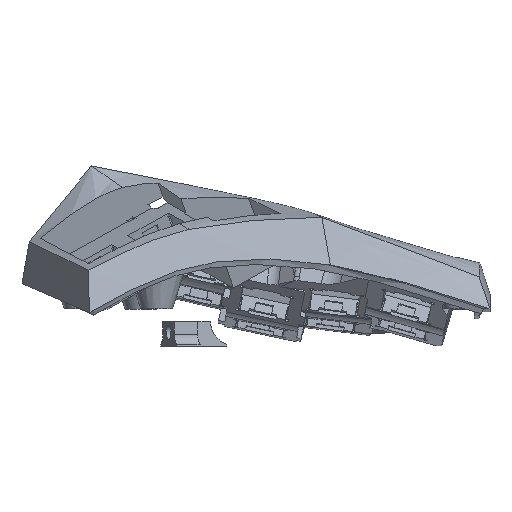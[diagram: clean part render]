
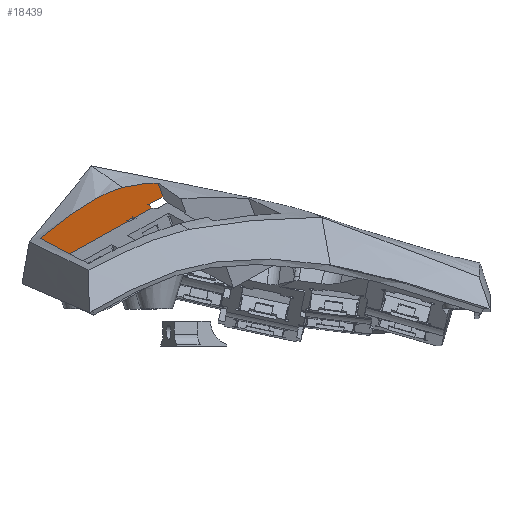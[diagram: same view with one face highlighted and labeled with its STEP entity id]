
A CAD part, top view. The second image highlights one B-rep face of the part: STEP entity #18439.
In plain terms, the highlighted planar face has unit normal (0.477, -0.265, 0.838).
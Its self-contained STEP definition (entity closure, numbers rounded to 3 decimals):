
#724=B_SPLINE_CURVE_WITH_KNOTS('',3,(#33685,#33686,#33687,#33688,#33689,
#33690),.UNSPECIFIED.,.F.,.F.,(4,2,4),(-1.388,-1.025,
0.),.UNSPECIFIED.);
#725=B_SPLINE_CURVE_WITH_KNOTS('',3,(#33692,#33693,#33694,#33695),
 .UNSPECIFIED.,.F.,.F.,(4,4),(3.876,6.751),
 .UNSPECIFIED.);
#726=B_SPLINE_CURVE_WITH_KNOTS('',3,(#33697,#33698,#33699,#33700,#33701,
#33702,#33703,#33704,#33705,#33706),.UNSPECIFIED.,.F.,.F.,(4,2,2,2,4),(-2.879,
-2.746,-2.372,-1.597,-0.896),
 .UNSPECIFIED.);
#1023=PLANE('',#19417);
#1851=FACE_OUTER_BOUND('',#2823,.T.);
#2823=EDGE_LOOP('',(#14116,#14117,#14118,#14119,#14120,#14121,#14122,#14123,
#14124,#14125,#14126,#14127));
#3926=LINE('',#29901,#5897);
#4044=LINE('',#33630,#6015);
#4054=LINE('',#33653,#6025);
#4064=LINE('',#33672,#6035);
#4066=LINE('',#33676,#6037);
#4069=LINE('',#33683,#6040);
#4070=LINE('',#33708,#6041);
#4071=LINE('',#33709,#6042);
#4072=LINE('',#33710,#6043);
#5897=VECTOR('',#20934,10.);
#6015=VECTOR('',#21168,10.);
#6025=VECTOR('',#21180,10.);
#6035=VECTOR('',#21192,10.);
#6037=VECTOR('',#21198,10.);
#6040=VECTOR('',#21205,10.);
#6041=VECTOR('',#21206,10.);
#6042=VECTOR('',#21207,10.);
#6043=VECTOR('',#21208,10.);
#8344=VERTEX_POINT('',#29898);
#8345=VERTEX_POINT('',#29900);
#8517=VERTEX_POINT('',#33626);
#8519=VERTEX_POINT('',#33629);
#8525=VERTEX_POINT('',#33646);
#8533=VERTEX_POINT('',#33664);
#8535=VERTEX_POINT('',#33670);
#8537=VERTEX_POINT('',#33682);
#8538=VERTEX_POINT('',#33684);
#8539=VERTEX_POINT('',#33691);
#8540=VERTEX_POINT('',#33696);
#8541=VERTEX_POINT('',#33707);
#10374=EDGE_CURVE('',#8345,#8344,#3926,.T.);
#10657=EDGE_CURVE('',#8519,#8517,#4044,.T.);
#10668=EDGE_CURVE('',#8525,#8519,#4054,.T.);
#10678=EDGE_CURVE('',#8533,#8535,#4064,.T.);
#10680=EDGE_CURVE('',#8535,#8345,#4066,.T.);
#10684=EDGE_CURVE('',#8517,#8537,#4069,.F.);
#10685=EDGE_CURVE('',#8538,#8537,#724,.F.);
#10686=EDGE_CURVE('',#8539,#8538,#725,.T.);
#10687=EDGE_CURVE('',#8540,#8539,#726,.T.);
#10688=EDGE_CURVE('',#8541,#8540,#4070,.T.);
#10689=EDGE_CURVE('',#8541,#8533,#4071,.T.);
#10690=EDGE_CURVE('',#8344,#8525,#4072,.T.);
#14116=ORIENTED_EDGE('',*,*,#10668,.T.);
#14117=ORIENTED_EDGE('',*,*,#10657,.T.);
#14118=ORIENTED_EDGE('',*,*,#10684,.T.);
#14119=ORIENTED_EDGE('',*,*,#10685,.F.);
#14120=ORIENTED_EDGE('',*,*,#10686,.F.);
#14121=ORIENTED_EDGE('',*,*,#10687,.F.);
#14122=ORIENTED_EDGE('',*,*,#10688,.F.);
#14123=ORIENTED_EDGE('',*,*,#10689,.T.);
#14124=ORIENTED_EDGE('',*,*,#10678,.T.);
#14125=ORIENTED_EDGE('',*,*,#10680,.T.);
#14126=ORIENTED_EDGE('',*,*,#10374,.T.);
#14127=ORIENTED_EDGE('',*,*,#10690,.T.);
#18439=ADVANCED_FACE('',(#1851),#1023,.F.);
#19417=AXIS2_PLACEMENT_3D('',#33681,#21203,#21204);
#20934=DIRECTION('',(0.585,-0.616,-0.527));
#21168=DIRECTION('',(0.832,0.444,-0.333));
#21180=DIRECTION('',(-0.585,0.616,0.527));
#21192=DIRECTION('',(-0.585,0.616,0.527));
#21198=DIRECTION('',(0.832,0.444,-0.333));
#21203=DIRECTION('center_axis',(-0.477,0.264,-0.838));
#21204=DIRECTION('ref_axis',(-0.826,-0.461,0.324));
#21205=DIRECTION('',(0.301,-0.847,-0.438));
#21206=DIRECTION('',(-0.301,0.847,0.438));
#21207=DIRECTION('',(0.826,0.461,-0.324));
#21208=DIRECTION('',(0.826,0.461,-0.324));
#29898=CARTESIAN_POINT('',(13.189,37.857,9.9));
#29900=CARTESIAN_POINT('',(12.996,38.06,10.074));
#29901=CARTESIAN_POINT('',(14.176,36.817,9.01));
#33626=CARTESIAN_POINT('',(21.226,43.78,7.197));
#33629=CARTESIAN_POINT('',(17.116,41.586,8.843));
#33630=CARTESIAN_POINT('',(8.574,37.027,12.263));
#33646=CARTESIAN_POINT('',(18.069,40.583,7.984));
#33653=CARTESIAN_POINT('',(17.778,40.89,8.247));
#33664=CARTESIAN_POINT('',(11.237,36.766,10.666));
#33670=CARTESIAN_POINT('',(11.014,37.002,10.868));
#33672=CARTESIAN_POINT('',(12.736,35.188,9.316));
#33676=CARTESIAN_POINT('',(11.501,37.262,10.672));
#33681=CARTESIAN_POINT('Origin',(5.547,33.588,12.9));
#33682=CARTESIAN_POINT('',(19.841,47.677,9.214));
#33683=CARTESIAN_POINT('',(21.651,42.584,6.578));
#33684=CARTESIAN_POINT('',(9.725,46.433,14.576));
#33685=CARTESIAN_POINT('Ctrl Pts',(19.841,47.677,9.214));
#33686=CARTESIAN_POINT('Ctrl Pts',(19.101,47.665,9.631));
#33687=CARTESIAN_POINT('Ctrl Pts',(18.372,47.642,10.039));
#33688=CARTESIAN_POINT('Ctrl Pts',(15.657,47.509,11.541));
#33689=CARTESIAN_POINT('Ctrl Pts',(12.711,47.258,13.138));
#33690=CARTESIAN_POINT('Ctrl Pts',(9.725,46.433,14.576));
#33691=CARTESIAN_POINT('',(2.125,43.216,17.884));
#33692=CARTESIAN_POINT('Ctrl Pts',(2.125,43.216,17.884));
#33693=CARTESIAN_POINT('Ctrl Pts',(4.843,44.72,16.813));
#33694=CARTESIAN_POINT('Ctrl Pts',(7.325,45.77,15.732));
#33695=CARTESIAN_POINT('Ctrl Pts',(9.725,46.433,14.576));
#33696=CARTESIAN_POINT('',(-13.698,32.034,23.356));
#33697=CARTESIAN_POINT('Ctrl Pts',(-13.698,32.034,23.356));
#33698=CARTESIAN_POINT('Ctrl Pts',(-13.353,32.312,23.248));
#33699=CARTESIAN_POINT('Ctrl Pts',(-13.013,32.586,23.141));
#33700=CARTESIAN_POINT('Ctrl Pts',(-11.686,33.646,22.72));
#33701=CARTESIAN_POINT('Ctrl Pts',(-10.693,34.426,22.402));
#33702=CARTESIAN_POINT('Ctrl Pts',(-7.644,36.768,21.406));
#33703=CARTESIAN_POINT('Ctrl Pts',(-5.601,38.265,20.717));
#33704=CARTESIAN_POINT('Ctrl Pts',(-1.696,40.941,19.34));
#33705=CARTESIAN_POINT('Ctrl Pts',(0.195,42.148,18.645));
#33706=CARTESIAN_POINT('Ctrl Pts',(2.125,43.216,17.884));
#33707=CARTESIAN_POINT('',(-10.971,24.361,19.385));
#33708=CARTESIAN_POINT('',(-10.971,24.361,19.385));
#33709=CARTESIAN_POINT('',(1.417,31.281,14.521));
#33710=CARTESIAN_POINT('',(1.417,31.281,14.521));
